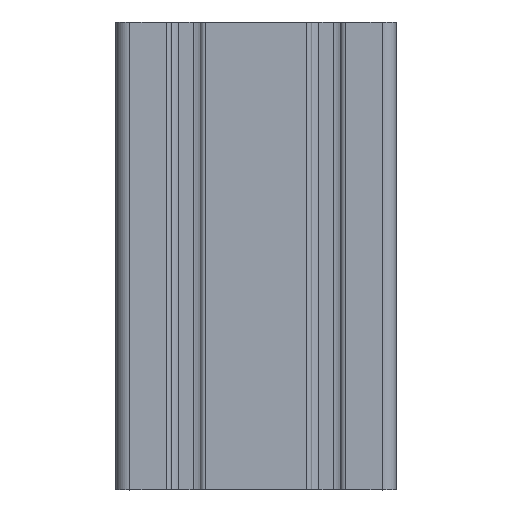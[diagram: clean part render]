
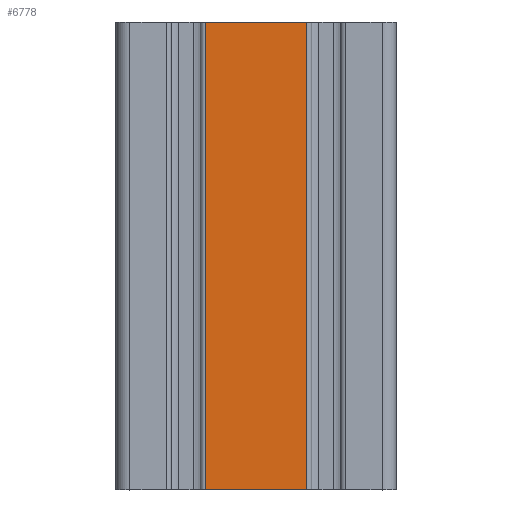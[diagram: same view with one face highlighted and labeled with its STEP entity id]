
A CAD part, top view. The second image highlights one B-rep face of the part: STEP entity #6778.
In plain terms, the highlighted planar face has unit normal (0, 0, 1).
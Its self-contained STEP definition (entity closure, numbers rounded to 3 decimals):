
#33 = PLANE('',#34);
#34 = AXIS2_PLACEMENT_3D('',#35,#36,#37);
#35 = CARTESIAN_POINT('',(-30.,-50.,-15.));
#36 = DIRECTION('',(0.,-1.,0.));
#37 = DIRECTION('',(0.,0.,-1.));
#2513 = VERTEX_POINT('',#2514);
#2514 = CARTESIAN_POINT('',(10.9,-50.,15.));
#2529 = CYLINDRICAL_SURFACE('',#2530,1.);
#2530 = AXIS2_PLACEMENT_3D('',#2531,#2532,#2533);
#2531 = CARTESIAN_POINT('',(10.9,70.669,14.));
#2532 = DIRECTION('',(-0.,1.,-0.));
#2533 = DIRECTION('',(0.,0.,-1.));
#2541 = EDGE_CURVE('',#2513,#2542,#2544,.T.);
#2542 = VERTEX_POINT('',#2543);
#2543 = CARTESIAN_POINT('',(-10.9,-50.,15.));
#2544 = SURFACE_CURVE('',#2545,(#2549,#2556),.PCURVE_S1.);
#2545 = LINE('',#2546,#2547);
#2546 = CARTESIAN_POINT('',(30.,-50.,15.));
#2547 = VECTOR('',#2548,1.);
#2548 = DIRECTION('',(-1.,0.,0.));
#2549 = PCURVE('',#33,#2550);
#2550 = DEFINITIONAL_REPRESENTATION('',(#2551),#2555);
#2551 = LINE('',#2552,#2553);
#2552 = CARTESIAN_POINT('',(-30.,60.));
#2553 = VECTOR('',#2554,1.);
#2554 = DIRECTION('',(0.,-1.));
#2555 = ( GEOMETRIC_REPRESENTATION_CONTEXT(2) 
PARAMETRIC_REPRESENTATION_CONTEXT() REPRESENTATION_CONTEXT('2D SPACE',''
  ) );
#2556 = PCURVE('',#2557,#2562);
#2557 = PLANE('',#2558);
#2558 = AXIS2_PLACEMENT_3D('',#2559,#2560,#2561);
#2559 = CARTESIAN_POINT('',(30.,-50.,15.));
#2560 = DIRECTION('',(0.,0.,-1.));
#2561 = DIRECTION('',(-1.,0.,0.));
#2562 = DEFINITIONAL_REPRESENTATION('',(#2563),#2567);
#2563 = LINE('',#2564,#2565);
#2564 = CARTESIAN_POINT('',(0.,0.));
#2565 = VECTOR('',#2566,1.);
#2566 = DIRECTION('',(1.,0.));
#2567 = ( GEOMETRIC_REPRESENTATION_CONTEXT(2) 
PARAMETRIC_REPRESENTATION_CONTEXT() REPRESENTATION_CONTEXT('2D SPACE',''
  ) );
#2586 = CYLINDRICAL_SURFACE('',#2587,1.);
#2587 = AXIS2_PLACEMENT_3D('',#2588,#2589,#2590);
#2588 = CARTESIAN_POINT('',(-10.9,70.669,14.));
#2589 = DIRECTION('',(-0.,1.,-0.));
#2590 = DIRECTION('',(0.,0.,-1.));
#3583 = PLANE('',#3584);
#3584 = AXIS2_PLACEMENT_3D('',#3585,#3586,#3587);
#3585 = CARTESIAN_POINT('',(-30.,50.,-15.));
#3586 = DIRECTION('',(0.,-1.,0.));
#3587 = DIRECTION('',(0.,0.,-1.));
#4924 = VERTEX_POINT('',#4925);
#4925 = CARTESIAN_POINT('',(-10.9,50.,15.));
#4947 = EDGE_CURVE('',#4948,#4924,#4950,.T.);
#4948 = VERTEX_POINT('',#4949);
#4949 = CARTESIAN_POINT('',(10.9,50.,15.));
#4950 = SURFACE_CURVE('',#4951,(#4955,#4962),.PCURVE_S1.);
#4951 = LINE('',#4952,#4953);
#4952 = CARTESIAN_POINT('',(30.,50.,15.));
#4953 = VECTOR('',#4954,1.);
#4954 = DIRECTION('',(-1.,0.,0.));
#4955 = PCURVE('',#3583,#4956);
#4956 = DEFINITIONAL_REPRESENTATION('',(#4957),#4961);
#4957 = LINE('',#4958,#4959);
#4958 = CARTESIAN_POINT('',(-30.,60.));
#4959 = VECTOR('',#4960,1.);
#4960 = DIRECTION('',(0.,-1.));
#4961 = ( GEOMETRIC_REPRESENTATION_CONTEXT(2) 
PARAMETRIC_REPRESENTATION_CONTEXT() REPRESENTATION_CONTEXT('2D SPACE',''
  ) );
#4962 = PCURVE('',#2557,#4963);
#4963 = DEFINITIONAL_REPRESENTATION('',(#4964),#4968);
#4964 = LINE('',#4965,#4966);
#4965 = CARTESIAN_POINT('',(0.,100.));
#4966 = VECTOR('',#4967,1.);
#4967 = DIRECTION('',(1.,0.));
#4968 = ( GEOMETRIC_REPRESENTATION_CONTEXT(2) 
PARAMETRIC_REPRESENTATION_CONTEXT() REPRESENTATION_CONTEXT('2D SPACE',''
  ) );
#6778 = ADVANCED_FACE('',(#6779),#2557,.F.);
#6779 = FACE_BOUND('',#6780,.T.);
#6780 = EDGE_LOOP('',(#6781,#6802,#6803,#6824));
#6781 = ORIENTED_EDGE('',*,*,#6782,.F.);
#6782 = EDGE_CURVE('',#4948,#2513,#6783,.T.);
#6783 = SURFACE_CURVE('',#6784,(#6788,#6795),.PCURVE_S1.);
#6784 = LINE('',#6785,#6786);
#6785 = CARTESIAN_POINT('',(10.9,-50.,15.));
#6786 = VECTOR('',#6787,1.);
#6787 = DIRECTION('',(0.,-1.,0.));
#6788 = PCURVE('',#2557,#6789);
#6789 = DEFINITIONAL_REPRESENTATION('',(#6790),#6794);
#6790 = LINE('',#6791,#6792);
#6791 = CARTESIAN_POINT('',(19.1,0.));
#6792 = VECTOR('',#6793,1.);
#6793 = DIRECTION('',(-0.,-1.));
#6794 = ( GEOMETRIC_REPRESENTATION_CONTEXT(2) 
PARAMETRIC_REPRESENTATION_CONTEXT() REPRESENTATION_CONTEXT('2D SPACE',''
  ) );
#6795 = PCURVE('',#2529,#6796);
#6796 = DEFINITIONAL_REPRESENTATION('',(#6797),#6801);
#6797 = LINE('',#6798,#6799);
#6798 = CARTESIAN_POINT('',(3.142,-120.669));
#6799 = VECTOR('',#6800,1.);
#6800 = DIRECTION('',(0.,-1.));
#6801 = ( GEOMETRIC_REPRESENTATION_CONTEXT(2) 
PARAMETRIC_REPRESENTATION_CONTEXT() REPRESENTATION_CONTEXT('2D SPACE',''
  ) );
#6802 = ORIENTED_EDGE('',*,*,#4947,.T.);
#6803 = ORIENTED_EDGE('',*,*,#6804,.T.);
#6804 = EDGE_CURVE('',#4924,#2542,#6805,.T.);
#6805 = SURFACE_CURVE('',#6806,(#6810,#6817),.PCURVE_S1.);
#6806 = LINE('',#6807,#6808);
#6807 = CARTESIAN_POINT('',(-10.9,70.669,15.));
#6808 = VECTOR('',#6809,1.);
#6809 = DIRECTION('',(0.,-1.,0.));
#6810 = PCURVE('',#2557,#6811);
#6811 = DEFINITIONAL_REPRESENTATION('',(#6812),#6816);
#6812 = LINE('',#6813,#6814);
#6813 = CARTESIAN_POINT('',(40.9,120.669));
#6814 = VECTOR('',#6815,1.);
#6815 = DIRECTION('',(-0.,-1.));
#6816 = ( GEOMETRIC_REPRESENTATION_CONTEXT(2) 
PARAMETRIC_REPRESENTATION_CONTEXT() REPRESENTATION_CONTEXT('2D SPACE',''
  ) );
#6817 = PCURVE('',#2586,#6818);
#6818 = DEFINITIONAL_REPRESENTATION('',(#6819),#6823);
#6819 = LINE('',#6820,#6821);
#6820 = CARTESIAN_POINT('',(3.142,0.));
#6821 = VECTOR('',#6822,1.);
#6822 = DIRECTION('',(0.,-1.));
#6823 = ( GEOMETRIC_REPRESENTATION_CONTEXT(2) 
PARAMETRIC_REPRESENTATION_CONTEXT() REPRESENTATION_CONTEXT('2D SPACE',''
  ) );
#6824 = ORIENTED_EDGE('',*,*,#2541,.F.);
